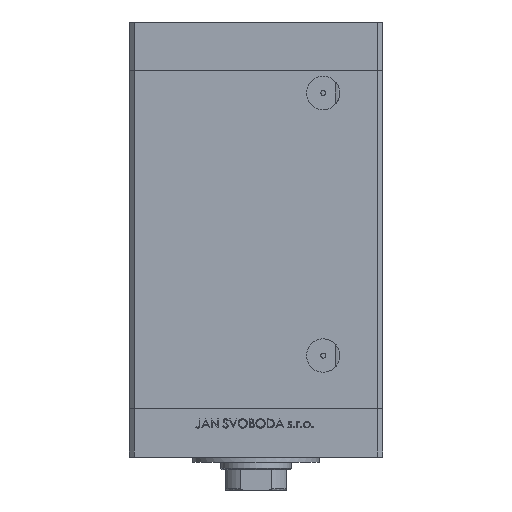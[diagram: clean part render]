
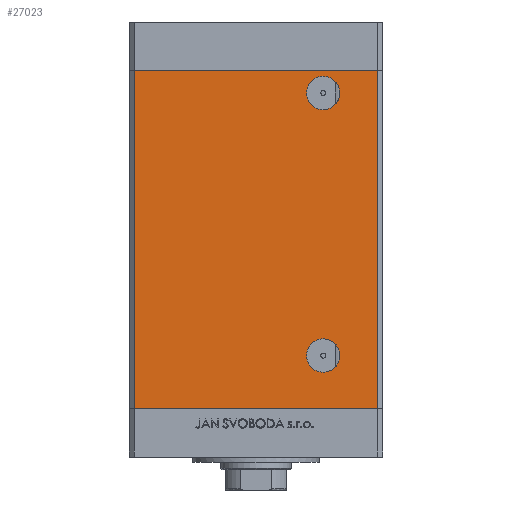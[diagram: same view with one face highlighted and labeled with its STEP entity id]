
A CAD part, front view. The second image highlights one B-rep face of the part: STEP entity #27023.
In plain terms, the highlighted planar face has unit normal (0, -1, 0).
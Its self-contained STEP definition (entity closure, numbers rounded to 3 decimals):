
#370 = CIRCLE ( 'NONE', #16577, 6.58 ) ;
#1536 = VERTEX_POINT ( 'NONE', #19388 ) ;
#1841 = EDGE_LOOP ( 'NONE', ( #44507, #22585 ) ) ;
#2099 = CIRCLE ( 'NONE', #34568, 6.58 ) ;
#2363 = DIRECTION ( 'NONE',  ( 0., 0., 1. ) ) ;
#2970 = CIRCLE ( 'NONE', #34633, 6.58 ) ;
#3582 = CARTESIAN_POINT ( 'NONE',  ( 26.5, -43.5, 124.5 ) ) ;
#3611 = VERTEX_POINT ( 'NONE', #30665 ) ;
#4959 = DIRECTION ( 'NONE',  ( 0., -1., 0. ) ) ;
#5430 = ORIENTED_EDGE ( 'NONE', *, *, #44925, .T. ) ;
#5653 = DIRECTION ( 'NONE',  ( 0., 1., 0. ) ) ;
#5751 = VECTOR ( 'NONE', #47815, 1000. ) ;
#5831 = VERTEX_POINT ( 'NONE', #49252 ) ;
#6100 = LINE ( 'NONE', #29245, #37467 ) ;
#6598 = AXIS2_PLACEMENT_3D ( 'NONE', #44279, #5653, #2363 ) ;
#7869 = LINE ( 'NONE', #34082, #45971 ) ;
#8474 = CARTESIAN_POINT ( 'NONE',  ( -48., -43.5, 0. ) ) ;
#8617 = CARTESIAN_POINT ( 'NONE',  ( -48., -43.5, 133.5 ) ) ;
#12009 = CARTESIAN_POINT ( 'NONE',  ( 26.5, -43.5, 27.58 ) ) ;
#13508 = PLANE ( 'NONE',  #6598 ) ;
#14794 = VERTEX_POINT ( 'NONE', #19071 ) ;
#16037 = CARTESIAN_POINT ( 'NONE',  ( 26.5, -43.5, 21. ) ) ;
#16577 = AXIS2_PLACEMENT_3D ( 'NONE', #16037, #48535, #33835 ) ;
#16613 = CIRCLE ( 'NONE', #24728, 6.58 ) ;
#16725 = DIRECTION ( 'NONE',  ( 0., 0., -1. ) ) ;
#17823 = FACE_BOUND ( 'NONE', #48352, .T. ) ;
#19071 = CARTESIAN_POINT ( 'NONE',  ( 26.5, -43.5, 14.42 ) ) ;
#19388 = CARTESIAN_POINT ( 'NONE',  ( -48., -43.5, 133.5 ) ) ;
#19538 = DIRECTION ( 'NONE',  ( 0., 0., -1. ) ) ;
#20349 = CARTESIAN_POINT ( 'NONE',  ( 26.5, -43.5, 131.08 ) ) ;
#21424 = ORIENTED_EDGE ( 'NONE', *, *, #26081, .F. ) ;
#21475 = VERTEX_POINT ( 'NONE', #20349 ) ;
#21643 = LINE ( 'NONE', #28793, #5751 ) ;
#21855 = DIRECTION ( 'NONE',  ( 1., 0., 0. ) ) ;
#22585 = ORIENTED_EDGE ( 'NONE', *, *, #39595, .F. ) ;
#22688 = EDGE_CURVE ( 'NONE', #14794, #25928, #370, .T. ) ;
#22933 = DIRECTION ( 'NONE',  ( 0., 1., 0. ) ) ;
#24728 = AXIS2_PLACEMENT_3D ( 'NONE', #40015, #4959, #36223 ) ;
#25928 = VERTEX_POINT ( 'NONE', #12009 ) ;
#26081 = EDGE_CURVE ( 'NONE', #1536, #47413, #21643, .T. ) ;
#26546 = VECTOR ( 'NONE', #16725, 1000. ) ;
#27009 = CARTESIAN_POINT ( 'NONE',  ( 26.5, -43.5, 124.5 ) ) ;
#27023 = ADVANCED_FACE ( 'NONE', ( #44030, #37161, #17823 ), #13508, .F. ) ;
#28793 = CARTESIAN_POINT ( 'NONE',  ( -48., -43.5, 133.5 ) ) ;
#29245 = CARTESIAN_POINT ( 'NONE',  ( -48., -43.5, 0. ) ) ;
#30665 = CARTESIAN_POINT ( 'NONE',  ( 26.5, -43.5, 117.92 ) ) ;
#31094 = VERTEX_POINT ( 'NONE', #8474 ) ;
#31544 = EDGE_CURVE ( 'NONE', #31094, #5831, #6100, .T. ) ;
#33835 = DIRECTION ( 'NONE',  ( 0., 0., -1. ) ) ;
#34082 = CARTESIAN_POINT ( 'NONE',  ( 48., -43.5, 133.5 ) ) ;
#34568 = AXIS2_PLACEMENT_3D ( 'NONE', #3582, #49804, #37635 ) ;
#34633 = AXIS2_PLACEMENT_3D ( 'NONE', #27009, #22933, #35136 ) ;
#35136 = DIRECTION ( 'NONE',  ( 0., 0., -1. ) ) ;
#35357 = ORIENTED_EDGE ( 'NONE', *, *, #46352, .T. ) ;
#36223 = DIRECTION ( 'NONE',  ( 0., 0., -1. ) ) ;
#37161 = FACE_OUTER_BOUND ( 'NONE', #38196, .T. ) ;
#37467 = VECTOR ( 'NONE', #21855, 1000. ) ;
#37635 = DIRECTION ( 'NONE',  ( 0., 0., -1. ) ) ;
#38196 = EDGE_LOOP ( 'NONE', ( #39315, #43954, #21424, #47804 ) ) ;
#39315 = ORIENTED_EDGE ( 'NONE', *, *, #31544, .T. ) ;
#39595 = EDGE_CURVE ( 'NONE', #25928, #14794, #16613, .T. ) ;
#39672 = CARTESIAN_POINT ( 'NONE',  ( 48., -43.5, 133.5 ) ) ;
#39863 = LINE ( 'NONE', #8617, #26546 ) ;
#40015 = CARTESIAN_POINT ( 'NONE',  ( 26.5, -43.5, 21. ) ) ;
#43954 = ORIENTED_EDGE ( 'NONE', *, *, #46727, .F. ) ;
#44030 = FACE_BOUND ( 'NONE', #1841, .T. ) ;
#44279 = CARTESIAN_POINT ( 'NONE',  ( -48., -43.5, 133.5 ) ) ;
#44507 = ORIENTED_EDGE ( 'NONE', *, *, #22688, .F. ) ;
#44925 = EDGE_CURVE ( 'NONE', #3611, #21475, #2099, .T. ) ;
#45971 = VECTOR ( 'NONE', #19538, 1000. ) ;
#46352 = EDGE_CURVE ( 'NONE', #21475, #3611, #2970, .T. ) ;
#46727 = EDGE_CURVE ( 'NONE', #47413, #5831, #7869, .T. ) ;
#47413 = VERTEX_POINT ( 'NONE', #39672 ) ;
#47804 = ORIENTED_EDGE ( 'NONE', *, *, #47904, .T. ) ;
#47815 = DIRECTION ( 'NONE',  ( 1., 0., 0. ) ) ;
#47904 = EDGE_CURVE ( 'NONE', #1536, #31094, #39863, .T. ) ;
#48352 = EDGE_LOOP ( 'NONE', ( #5430, #35357 ) ) ;
#48535 = DIRECTION ( 'NONE',  ( 0., -1., 0. ) ) ;
#49252 = CARTESIAN_POINT ( 'NONE',  ( 48., -43.5, 0. ) ) ;
#49804 = DIRECTION ( 'NONE',  ( 0., 1., 0. ) ) ;
